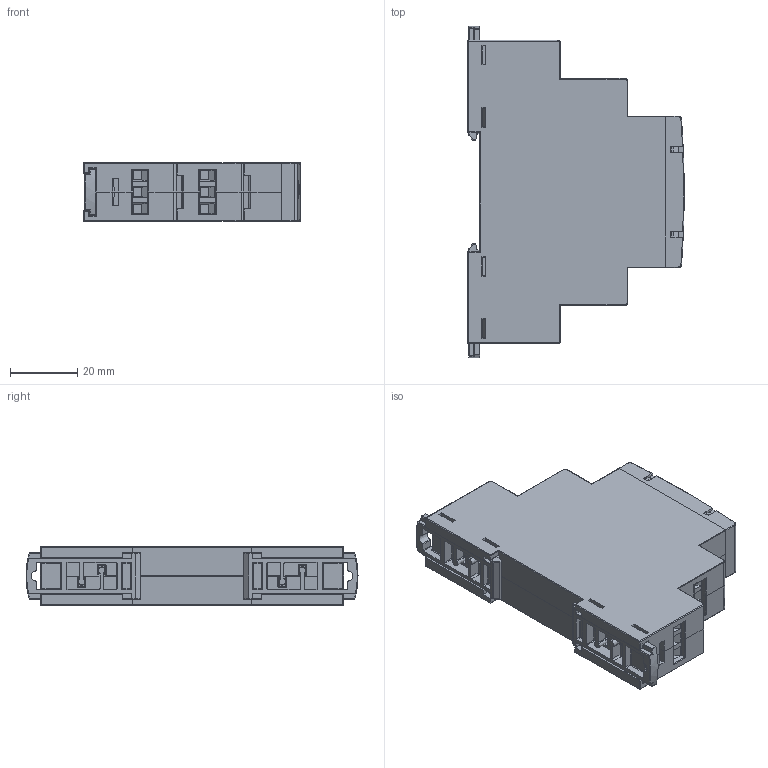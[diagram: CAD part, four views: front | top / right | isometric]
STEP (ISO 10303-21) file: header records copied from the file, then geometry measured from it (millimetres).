
FILE_DESCRIPTION (( 'STEP AP214' ), '1' );
FILE_NAME ('RPC-2A-UNI.STEP', '2017-07-07T09:09:45', ( '' ), ( '' ), 'SwSTEP 2.0', 'SolidWorks 2017', '' );
FILE_SCHEMA (( 'AUTOMOTIVE_DESIGN' ));
Length unit declared in the file: millimetre
Products named in the file (1): RPC-2A-UNI
Bounding box: 64.24 x 98.6 x 17.5 mm (x, y, z)
Volume: 24687.4 mm3; surface area: 39329.9 mm2
Topology: 12 solids, 13 shells, 2274 faces, 5976 edges, 3834 vertices
Faces by surface type: plane 1344, cylinder 540, bspline 208, torus 87, cone 51, sphere 44
Entity records: 104676 total; most frequent: CARTESIAN_POINT 25399, ORIENTED_EDGE 11912, DIRECTION 10241, EDGE_CURVE 5956, VECTOR 4081, LINE 4081, VERTEX_POINT 3834, AXIS2_PLACEMENT_3D 3080
